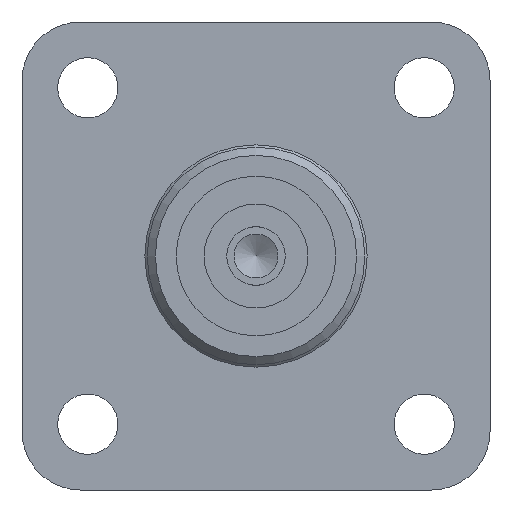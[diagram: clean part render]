
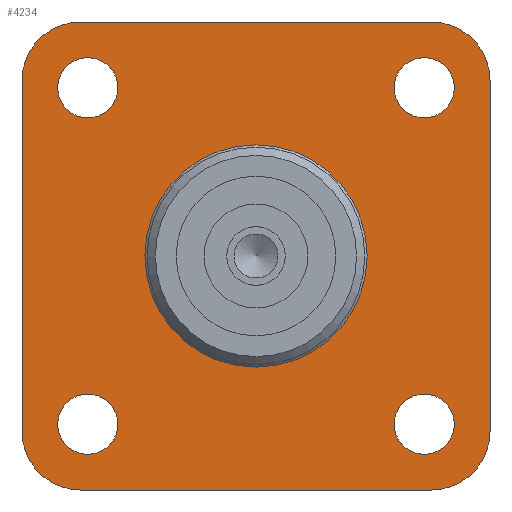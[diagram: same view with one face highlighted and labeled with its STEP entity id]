
A CAD part, left-side view. The second image highlights one B-rep face of the part: STEP entity #4234.
In plain terms, the highlighted planar face has unit normal (-1, 0, 0).
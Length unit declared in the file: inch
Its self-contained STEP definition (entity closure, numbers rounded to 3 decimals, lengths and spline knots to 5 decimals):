
#71 = AXIS2_PLACEMENT_3D ( 'NONE', #5097, #1924, #5567 ) ;
#74 = VERTEX_POINT ( 'NONE', #271 ) ;
#143 = CARTESIAN_POINT ( 'NONE',  ( 1., 1., 0.75 ) ) ;
#231 = VERTEX_POINT ( 'NONE', #6415 ) ;
#271 = CARTESIAN_POINT ( 'NONE',  ( 1., 0.719, -0.8475 ) ) ;
#279 = EDGE_CURVE ( 'NONE', #1032, #5343, #1553, .T. ) ;
#313 = EDGE_LOOP ( 'NONE', ( #3096 ) ) ;
#323 = VERTEX_POINT ( 'NONE', #2410 ) ;
#416 = FACE_BOUND ( 'NONE', #313, .T. ) ;
#445 = CARTESIAN_POINT ( 'NONE',  ( 1., -0.719, -0.719 ) ) ;
#524 = DIRECTION ( 'NONE',  ( -1., 0., 0. ) ) ;
#660 = DIRECTION ( 'NONE',  ( 1., 0., 0. ) ) ;
#668 = EDGE_CURVE ( 'NONE', #5019, #3581, #2886, .T. ) ;
#793 = CARTESIAN_POINT ( 'NONE',  ( 1., -1., -0.75 ) ) ;
#835 = DIRECTION ( 'NONE',  ( 1., 0., 0. ) ) ;
#836 = CARTESIAN_POINT ( 'NONE',  ( 1., -1., -1. ) ) ;
#853 = CARTESIAN_POINT ( 'NONE',  ( 1., 0.719, 0.5905 ) ) ;
#879 = DIRECTION ( 'NONE',  ( 0., 0., -1. ) ) ;
#906 = ORIENTED_EDGE ( 'NONE', *, *, #5891, .T. ) ;
#1032 = VERTEX_POINT ( 'NONE', #143 ) ;
#1059 = CIRCLE ( 'NONE', #5121, 0.1285 ) ;
#1076 = DIRECTION ( 'NONE',  ( 0., 0., -1. ) ) ;
#1089 = ORIENTED_EDGE ( 'NONE', *, *, #5304, .T. ) ;
#1166 = DIRECTION ( 'NONE',  ( -1., 0., 0. ) ) ;
#1195 = EDGE_CURVE ( 'NONE', #2233, #2233, #6056, .T. ) ;
#1232 = DIRECTION ( 'NONE',  ( 0., 0., -1. ) ) ;
#1413 = VERTEX_POINT ( 'NONE', #793 ) ;
#1431 = CARTESIAN_POINT ( 'NONE',  ( 1., 0., -0.475 ) ) ;
#1553 = LINE ( 'NONE', #3818, #2640 ) ;
#1562 = PLANE ( 'NONE',  #5774 ) ;
#1606 = CARTESIAN_POINT ( 'NONE',  ( 1., -1., 1. ) ) ;
#1646 = DIRECTION ( 'NONE',  ( 0., 0., 1. ) ) ;
#1666 = EDGE_CURVE ( 'NONE', #5754, #5754, #3934, .T. ) ;
#1722 = ORIENTED_EDGE ( 'NONE', *, *, #3499, .T. ) ;
#1743 = CIRCLE ( 'NONE', #3030, 0.25 ) ;
#1747 = ORIENTED_EDGE ( 'NONE', *, *, #1666, .T. ) ;
#1777 = AXIS2_PLACEMENT_3D ( 'NONE', #1934, #5086, #4071 ) ;
#1810 = ORIENTED_EDGE ( 'NONE', *, *, #1195, .T. ) ;
#1858 = AXIS2_PLACEMENT_3D ( 'NONE', #3012, #5666, #5147 ) ;
#1859 = DIRECTION ( 'NONE',  ( 0., -1., 0. ) ) ;
#1873 = CARTESIAN_POINT ( 'NONE',  ( 1., -0.719, 0.5905 ) ) ;
#1899 = ORIENTED_EDGE ( 'NONE', *, *, #668, .T. ) ;
#1924 = DIRECTION ( 'NONE',  ( 1., 0., 0. ) ) ;
#1934 = CARTESIAN_POINT ( 'NONE',  ( 1., 0.75, -0.75 ) ) ;
#2108 = CARTESIAN_POINT ( 'NONE',  ( 1., 0.75, 0.75 ) ) ;
#2148 = CIRCLE ( 'NONE', #1777, 0.25 ) ;
#2153 = EDGE_CURVE ( 'NONE', #323, #323, #1059, .T. ) ;
#2169 = AXIS2_PLACEMENT_3D ( 'NONE', #5721, #524, #6308 ) ;
#2226 = EDGE_LOOP ( 'NONE', ( #1810 ) ) ;
#2233 = VERTEX_POINT ( 'NONE', #1431 ) ;
#2242 = CARTESIAN_POINT ( 'NONE',  ( 1., -0.75, -0.75 ) ) ;
#2246 = FACE_BOUND ( 'NONE', #3723, .T. ) ;
#2268 = DIRECTION ( 'NONE',  ( 0., 0., -1. ) ) ;
#2410 = CARTESIAN_POINT ( 'NONE',  ( 1., -0.719, -0.8475 ) ) ;
#2412 = VECTOR ( 'NONE', #4805, 39.37008 ) ;
#2445 = CARTESIAN_POINT ( 'NONE',  ( 1., 0.75, -1. ) ) ;
#2486 = CIRCLE ( 'NONE', #4306, 0.25 ) ;
#2640 = VECTOR ( 'NONE', #1232, 39.37008 ) ;
#2656 = LINE ( 'NONE', #1606, #3315 ) ;
#2738 = EDGE_CURVE ( 'NONE', #74, #74, #2977, .T. ) ;
#2800 = EDGE_CURVE ( 'NONE', #4535, #4535, #4455, .T. ) ;
#2858 = CARTESIAN_POINT ( 'NONE',  ( 1., 0., 0. ) ) ;
#2886 = LINE ( 'NONE', #836, #5345 ) ;
#2977 = CIRCLE ( 'NONE', #71, 0.1285 ) ;
#3004 = CARTESIAN_POINT ( 'NONE',  ( 1., 0.75, 1. ) ) ;
#3012 = CARTESIAN_POINT ( 'NONE',  ( 1., -0.719, 0.719 ) ) ;
#3030 = AXIS2_PLACEMENT_3D ( 'NONE', #2108, #1166, #4314 ) ;
#3096 = ORIENTED_EDGE ( 'NONE', *, *, #2153, .T. ) ;
#3150 = VERTEX_POINT ( 'NONE', #3004 ) ;
#3153 = ORIENTED_EDGE ( 'NONE', *, *, #2738, .T. ) ;
#3182 = CARTESIAN_POINT ( 'NONE',  ( 1., 0.465, 0. ) ) ;
#3315 = VECTOR ( 'NONE', #1646, 39.37008 ) ;
#3482 = FACE_BOUND ( 'NONE', #6231, .T. ) ;
#3499 = EDGE_CURVE ( 'NONE', #5343, #5019, #2148, .T. ) ;
#3581 = VERTEX_POINT ( 'NONE', #4398 ) ;
#3661 = CARTESIAN_POINT ( 'NONE',  ( 1., -0.75, 1. ) ) ;
#3723 = EDGE_LOOP ( 'NONE', ( #1747 ) ) ;
#3818 = CARTESIAN_POINT ( 'NONE',  ( 1., 1., 1. ) ) ;
#3890 = FACE_OUTER_BOUND ( 'NONE', #4944, .T. ) ;
#3934 = CIRCLE ( 'NONE', #1858, 0.1285 ) ;
#4071 = DIRECTION ( 'NONE',  ( 0., 0., -1. ) ) ;
#4072 = ORIENTED_EDGE ( 'NONE', *, *, #2800, .T. ) ;
#4125 = LINE ( 'NONE', #5289, #2412 ) ;
#4181 = VERTEX_POINT ( 'NONE', #3661 ) ;
#4191 = EDGE_CURVE ( 'NONE', #231, #4181, #4628, .T. ) ;
#4224 = DIRECTION ( 'NONE',  ( 1., 0., 0. ) ) ;
#4234 = ADVANCED_FACE ( 'NONE', ( #6087, #2246, #416, #4549, #3482, #3890 ), #1562, .F. ) ;
#4306 = AXIS2_PLACEMENT_3D ( 'NONE', #2242, #4870, #2268 ) ;
#4314 = DIRECTION ( 'NONE',  ( 0., 0., -1. ) ) ;
#4318 = AXIS2_PLACEMENT_3D ( 'NONE', #6083, #835, #879 ) ;
#4398 = CARTESIAN_POINT ( 'NONE',  ( 1., -0.75, -1. ) ) ;
#4455 = CIRCLE ( 'NONE', #4318, 0.1285 ) ;
#4535 = VERTEX_POINT ( 'NONE', #853 ) ;
#4549 = FACE_BOUND ( 'NONE', #6001, .T. ) ;
#4577 = ORIENTED_EDGE ( 'NONE', *, *, #279, .T. ) ;
#4628 = CIRCLE ( 'NONE', #2169, 0.25 ) ;
#4737 = ORIENTED_EDGE ( 'NONE', *, *, #4191, .T. ) ;
#4805 = DIRECTION ( 'NONE',  ( 0., 1., 0. ) ) ;
#4870 = DIRECTION ( 'NONE',  ( -1., 0., 0. ) ) ;
#4887 = DIRECTION ( 'NONE',  ( 0., 0., -1. ) ) ;
#4893 = ORIENTED_EDGE ( 'NONE', *, *, #5193, .T. ) ;
#4944 = EDGE_LOOP ( 'NONE', ( #5753, #4737, #1089, #4893, #4577, #1722, #1899, #906 ) ) ;
#5019 = VERTEX_POINT ( 'NONE', #2445 ) ;
#5086 = DIRECTION ( 'NONE',  ( -1., 0., 0. ) ) ;
#5097 = CARTESIAN_POINT ( 'NONE',  ( 1., 0.719, -0.719 ) ) ;
#5121 = AXIS2_PLACEMENT_3D ( 'NONE', #445, #4224, #1076 ) ;
#5147 = DIRECTION ( 'NONE',  ( 0., 0., -1. ) ) ;
#5193 = EDGE_CURVE ( 'NONE', #3150, #1032, #1743, .T. ) ;
#5202 = DIRECTION ( 'NONE',  ( 0., 0., -1. ) ) ;
#5256 = EDGE_CURVE ( 'NONE', #1413, #231, #2656, .T. ) ;
#5289 = CARTESIAN_POINT ( 'NONE',  ( 1., -1., 1. ) ) ;
#5304 = EDGE_CURVE ( 'NONE', #4181, #3150, #4125, .T. ) ;
#5343 = VERTEX_POINT ( 'NONE', #5799 ) ;
#5345 = VECTOR ( 'NONE', #1859, 39.37008 ) ;
#5567 = DIRECTION ( 'NONE',  ( 0., 0., -1. ) ) ;
#5591 = AXIS2_PLACEMENT_3D ( 'NONE', #2858, #660, #4887 ) ;
#5666 = DIRECTION ( 'NONE',  ( 1., 0., 0. ) ) ;
#5721 = CARTESIAN_POINT ( 'NONE',  ( 1., -0.75, 0.75 ) ) ;
#5753 = ORIENTED_EDGE ( 'NONE', *, *, #5256, .T. ) ;
#5754 = VERTEX_POINT ( 'NONE', #1873 ) ;
#5774 = AXIS2_PLACEMENT_3D ( 'NONE', #3182, #6820, #5202 ) ;
#5799 = CARTESIAN_POINT ( 'NONE',  ( 1., 1., -0.75 ) ) ;
#5891 = EDGE_CURVE ( 'NONE', #3581, #1413, #2486, .T. ) ;
#6001 = EDGE_LOOP ( 'NONE', ( #3153 ) ) ;
#6056 = CIRCLE ( 'NONE', #5591, 0.475 ) ;
#6083 = CARTESIAN_POINT ( 'NONE',  ( 1., 0.719, 0.719 ) ) ;
#6087 = FACE_BOUND ( 'NONE', #2226, .T. ) ;
#6231 = EDGE_LOOP ( 'NONE', ( #4072 ) ) ;
#6308 = DIRECTION ( 'NONE',  ( 0., 0., -1. ) ) ;
#6415 = CARTESIAN_POINT ( 'NONE',  ( 1., -1., 0.75 ) ) ;
#6820 = DIRECTION ( 'NONE',  ( 1., 0., 0. ) ) ;
